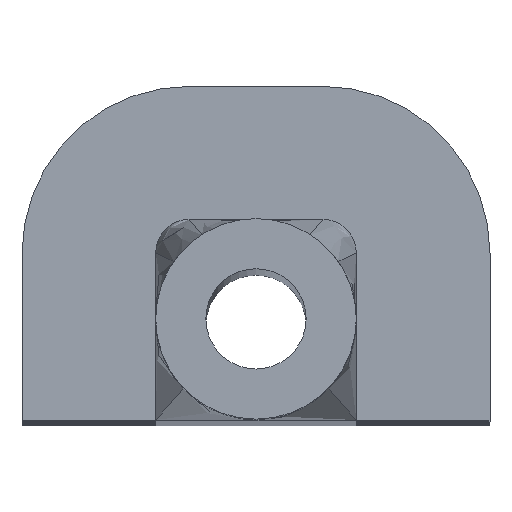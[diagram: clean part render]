
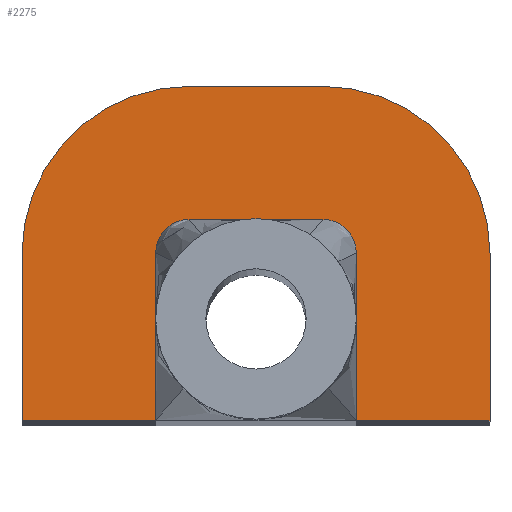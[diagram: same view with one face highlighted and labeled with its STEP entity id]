
A CAD part, top view. The second image highlights one B-rep face of the part: STEP entity #2275.
In plain terms, the highlighted planar face has unit normal (0, 0, 1).
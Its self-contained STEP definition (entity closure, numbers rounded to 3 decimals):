
#24=PLANE('',#2415);
#95=FACE_OUTER_BOUND('',#209,.T.);
#209=EDGE_LOOP('',(#1470,#1471,#1472,#1473,#1474,#1475,#1476,#1477,#1478,
#1479,#1480,#1481));
#323=LINE('',#3252,#573);
#324=LINE('',#3254,#574);
#325=LINE('',#3256,#575);
#326=LINE('',#3260,#576);
#327=LINE('',#3264,#577);
#328=LINE('',#3266,#578);
#329=LINE('',#3268,#579);
#330=LINE('',#3272,#580);
#573=VECTOR('',#2621,10.);
#574=VECTOR('',#2622,10.);
#575=VECTOR('',#2623,10.);
#576=VECTOR('',#2626,10.);
#577=VECTOR('',#2629,10.);
#578=VECTOR('',#2630,10.);
#579=VECTOR('',#2631,10.);
#580=VECTOR('',#2634,10.);
#823=CIRCLE('',#2416,5.);
#824=CIRCLE('',#2417,5.);
#825=CIRCLE('',#2418,1.);
#826=CIRCLE('',#2419,1.);
#910=VERTEX_POINT('',#3250);
#911=VERTEX_POINT('',#3251);
#912=VERTEX_POINT('',#3253);
#913=VERTEX_POINT('',#3255);
#914=VERTEX_POINT('',#3257);
#915=VERTEX_POINT('',#3259);
#916=VERTEX_POINT('',#3261);
#917=VERTEX_POINT('',#3263);
#918=VERTEX_POINT('',#3265);
#919=VERTEX_POINT('',#3267);
#920=VERTEX_POINT('',#3269);
#921=VERTEX_POINT('',#3271);
#1134=EDGE_CURVE('',#910,#911,#323,.T.);
#1135=EDGE_CURVE('',#910,#912,#324,.T.);
#1136=EDGE_CURVE('',#913,#912,#325,.T.);
#1137=EDGE_CURVE('',#913,#914,#823,.T.);
#1138=EDGE_CURVE('',#914,#915,#326,.T.);
#1139=EDGE_CURVE('',#915,#916,#824,.T.);
#1140=EDGE_CURVE('',#916,#917,#327,.T.);
#1141=EDGE_CURVE('',#917,#918,#328,.T.);
#1142=EDGE_CURVE('',#919,#918,#329,.T.);
#1143=EDGE_CURVE('',#920,#919,#825,.T.);
#1144=EDGE_CURVE('',#921,#920,#330,.T.);
#1145=EDGE_CURVE('',#911,#921,#826,.T.);
#1470=ORIENTED_EDGE('',*,*,#1134,.F.);
#1471=ORIENTED_EDGE('',*,*,#1135,.T.);
#1472=ORIENTED_EDGE('',*,*,#1136,.F.);
#1473=ORIENTED_EDGE('',*,*,#1137,.T.);
#1474=ORIENTED_EDGE('',*,*,#1138,.T.);
#1475=ORIENTED_EDGE('',*,*,#1139,.T.);
#1476=ORIENTED_EDGE('',*,*,#1140,.T.);
#1477=ORIENTED_EDGE('',*,*,#1141,.T.);
#1478=ORIENTED_EDGE('',*,*,#1142,.F.);
#1479=ORIENTED_EDGE('',*,*,#1143,.F.);
#1480=ORIENTED_EDGE('',*,*,#1144,.F.);
#1481=ORIENTED_EDGE('',*,*,#1145,.F.);
#2275=ADVANCED_FACE('',(#95),#24,.F.);
#2415=AXIS2_PLACEMENT_3D('',#3249,#2619,#2620);
#2416=AXIS2_PLACEMENT_3D('',#3258,#2624,#2625);
#2417=AXIS2_PLACEMENT_3D('',#3262,#2627,#2628);
#2418=AXIS2_PLACEMENT_3D('',#3270,#2632,#2633);
#2419=AXIS2_PLACEMENT_3D('',#3273,#2635,#2636);
#2619=DIRECTION('center_axis',(0.,0.,-1.));
#2620=DIRECTION('ref_axis',(-1.,0.,0.));
#2621=DIRECTION('',(0.,1.,0.));
#2622=DIRECTION('',(1.,0.,0.));
#2623=DIRECTION('',(0.,-1.,0.));
#2624=DIRECTION('center_axis',(0.,0.,1.));
#2625=DIRECTION('ref_axis',(1.,0.,0.));
#2626=DIRECTION('',(-1.,0.,0.));
#2627=DIRECTION('center_axis',(0.,0.,1.));
#2628=DIRECTION('ref_axis',(0.,1.,0.));
#2629=DIRECTION('',(0.,-1.,0.));
#2630=DIRECTION('',(1.,0.,0.));
#2631=DIRECTION('',(0.,-1.,0.));
#2632=DIRECTION('center_axis',(0.,0.,1.));
#2633=DIRECTION('ref_axis',(0.,1.,0.));
#2634=DIRECTION('',(-1.,0.,0.));
#2635=DIRECTION('center_axis',(0.,0.,1.));
#2636=DIRECTION('ref_axis',(1.,0.,0.));
#3249=CARTESIAN_POINT('Origin',(7.,0.,
-20.));
#3250=CARTESIAN_POINT('',(3.,-3.,-20.));
#3251=CARTESIAN_POINT('',(3.,2.,-20.));
#3252=CARTESIAN_POINT('',(3.,0.,-20.));
#3253=CARTESIAN_POINT('',(7.,-3.,-20.));
#3254=CARTESIAN_POINT('',(3.,-3.,-20.));
#3255=CARTESIAN_POINT('',(7.,2.,-20.));
#3256=CARTESIAN_POINT('',(7.,0.,-20.));
#3257=CARTESIAN_POINT('',(2.,7.,-20.));
#3258=CARTESIAN_POINT('Origin',(2.,2.,-20.));
#3259=CARTESIAN_POINT('',(-2.,7.,-20.));
#3260=CARTESIAN_POINT('',(2.,7.,-20.));
#3261=CARTESIAN_POINT('',(-7.,2.,-20.));
#3262=CARTESIAN_POINT('Origin',(-2.,2.,-20.));
#3263=CARTESIAN_POINT('',(-7.,-3.,-20.));
#3264=CARTESIAN_POINT('',(-7.,2.,-20.));
#3265=CARTESIAN_POINT('',(-3.,-3.,-20.));
#3266=CARTESIAN_POINT('',(-7.,-3.,-20.));
#3267=CARTESIAN_POINT('',(-3.,2.,-20.));
#3268=CARTESIAN_POINT('',(-3.,2.,-20.));
#3269=CARTESIAN_POINT('',(-2.,3.,-20.));
#3270=CARTESIAN_POINT('Origin',(-2.,2.,-20.));
#3271=CARTESIAN_POINT('',(2.,3.,-20.));
#3272=CARTESIAN_POINT('',(2.,3.,-20.));
#3273=CARTESIAN_POINT('Origin',(2.,2.,-20.));
